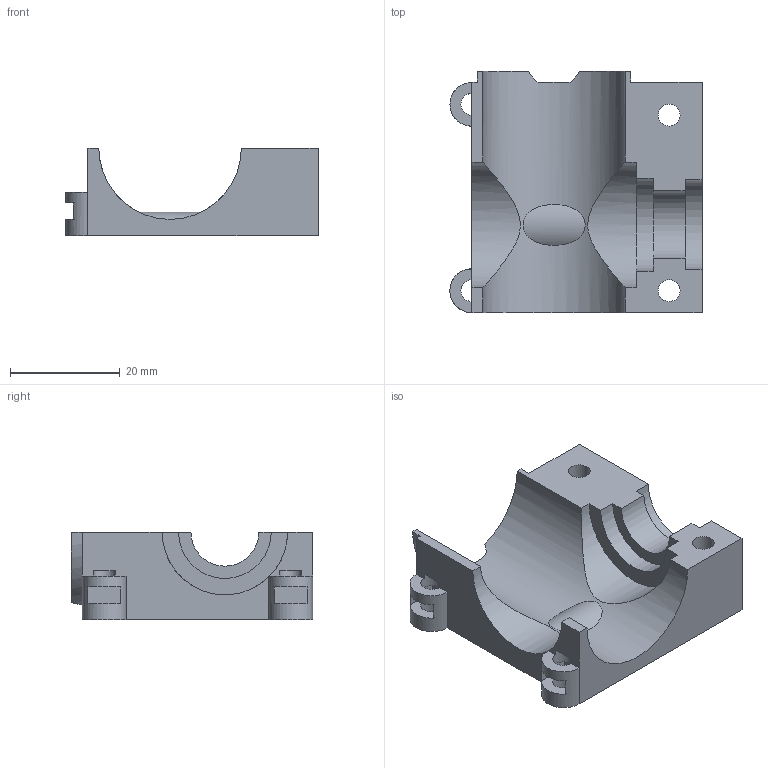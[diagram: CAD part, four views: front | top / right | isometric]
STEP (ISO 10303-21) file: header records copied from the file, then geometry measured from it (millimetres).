
FILE_DESCRIPTION(('FreeCAD Model'),'2;1');
FILE_NAME( 'L_MountShell_Front_E3DV6.step', '2018-11-15T21:23:06',('Author'),(''), 'Open CASCADE STEP processor 7.2','FreeCAD','Unknown');
FILE_SCHEMA(('AUTOMOTIVE_DESIGN_CC2 { 1 2 10303 214 -1 1 5 4 }'));
Length unit declared in the file: millimetre
Products named in the file (1): OberSchaleCustomizable_Right
Bounding box: 46 x 44 x 16 mm (x, y, z)
Volume: 14297.8 mm3; surface area: 7068.6 mm2
Topology: 1 solids, 1 shells, 50 faces, 142 edges, 96 vertices
Faces by surface type: plane 30, cylinder 18, cone 2
Full cylindrical faces by diameter (mm): 4 x6, 6 x1
Entity records: 4952 total; most frequent: CARTESIAN_POINT 2162, DIRECTION 507, LINE 285, VECTOR 285, ORIENTED_EDGE 284, PCURVE 284, DEFINITIONAL_REPRESENTATION 284, EDGE_CURVE 142
